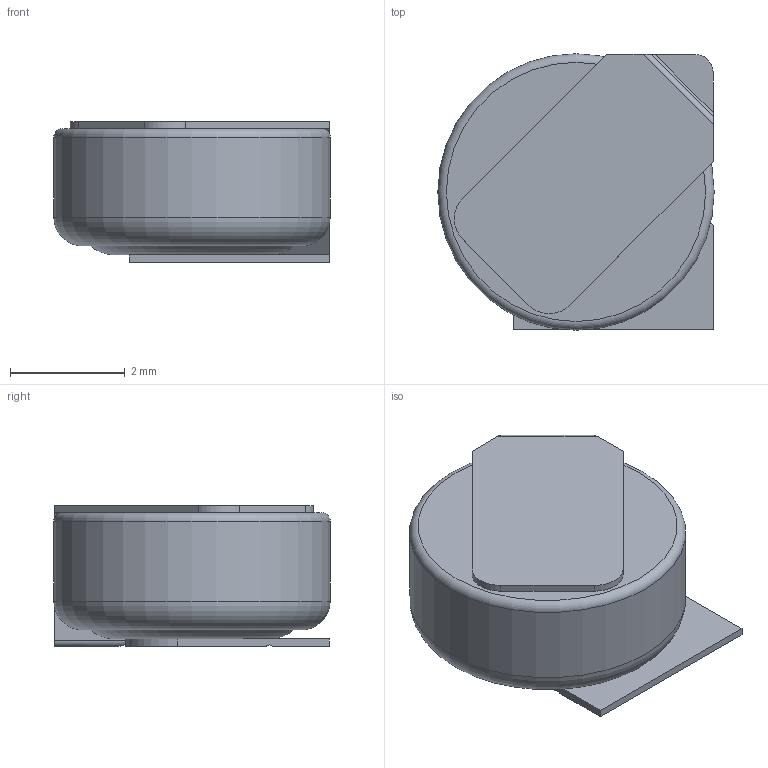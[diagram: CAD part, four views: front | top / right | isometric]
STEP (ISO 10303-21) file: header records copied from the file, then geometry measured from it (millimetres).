
FILE_DESCRIPTION(/* description */ (''),/* implementation_level */ '2;1');
FILE_NAME(/* name */ 'MS421R-IV03E.step',/* time_stamp */ '2024-04-23T10:23:31+02:00',/* author */ (''),/* organization */ (''),/* preprocessor_version */ 'ST-DEVELOPER v20',/* originating_system */ 'Autodesk Translation Framework v12.20.1.177',/* authorisation */ '');
FILE_SCHEMA (('AUTOMOTIVE_DESIGN { 1 0 10303 214 3 1 1 }'));
Length unit declared in the file: millimetre
Products named in the file (1): MS421R-IV03E
Bounding box: 4.82 x 4.82 x 2.46 mm (x, y, z)
Volume: 41.3 mm3; surface area: 121.6 mm2
Topology: 3 solids, 3 shells, 35 faces, 82 edges, 54 vertices
Faces by surface type: plane 22, cylinder 10, torus 3
Full cylindrical faces by diameter (mm): 4.824 x1
Entity records: 1045 total; most frequent: DIRECTION 181, CARTESIAN_POINT 172, ORIENTED_EDGE 164, EDGE_CURVE 82, AXIS2_PLACEMENT_3D 63, LINE 55, VECTOR 55, VERTEX_POINT 54
